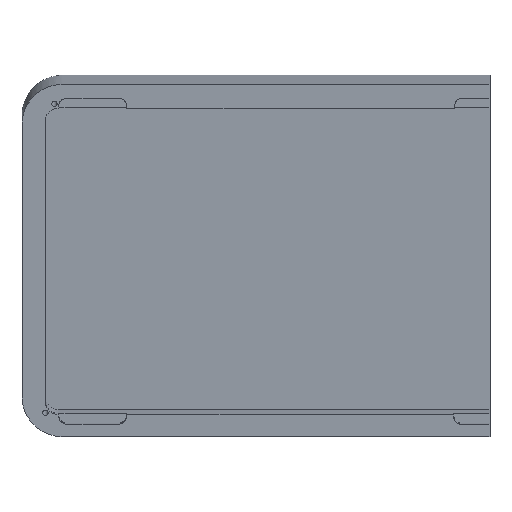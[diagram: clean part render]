
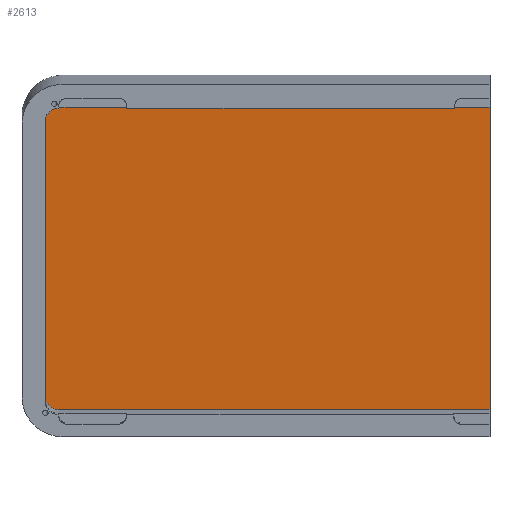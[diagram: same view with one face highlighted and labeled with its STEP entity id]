
A CAD part, top view. The second image highlights one B-rep face of the part: STEP entity #2613.
In plain terms, the highlighted planar face has unit normal (0, -0.122, 0.993).
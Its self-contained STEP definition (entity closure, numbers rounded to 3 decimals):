
#39=CIRCLE('',#2759,5.);
#42=CIRCLE('',#2763,5.);
#117=FACE_OUTER_BOUND('',#250,.T.);
#250=EDGE_LOOP('',(#1977,#1978,#1979,#1980,#1981,#1982,#1983,#1984,#1985));
#516=LINE('',#3859,#871);
#518=LINE('',#3864,#873);
#525=LINE('',#3879,#880);
#528=LINE('',#3894,#883);
#529=LINE('',#3895,#884);
#530=LINE('',#3897,#885);
#531=LINE('',#3898,#886);
#871=VECTOR('',#3132,10.);
#873=VECTOR('',#3136,10.);
#880=VECTOR('',#3149,10.);
#883=VECTOR('',#3166,10.);
#884=VECTOR('',#3167,10.);
#885=VECTOR('',#3168,10.);
#886=VECTOR('',#3169,10.);
#1175=VERTEX_POINT('',#3852);
#1177=VERTEX_POINT('',#3857);
#1179=VERTEX_POINT('',#3862);
#1182=VERTEX_POINT('',#3873);
#1184=VERTEX_POINT('',#3877);
#1185=VERTEX_POINT('',#3881);
#1188=VERTEX_POINT('',#3889);
#1189=VERTEX_POINT('',#3893);
#1190=VERTEX_POINT('',#3896);
#1478=EDGE_CURVE('',#1177,#1175,#516,.T.);
#1480=EDGE_CURVE('',#1179,#1177,#518,.T.);
#1487=EDGE_CURVE('',#1184,#1182,#525,.T.);
#1488=EDGE_CURVE('',#1184,#1185,#39,.T.);
#1492=EDGE_CURVE('',#1188,#1182,#42,.T.);
#1494=EDGE_CURVE('',#1175,#1189,#528,.T.);
#1495=EDGE_CURVE('',#1188,#1179,#529,.T.);
#1496=EDGE_CURVE('',#1190,#1185,#530,.T.);
#1497=EDGE_CURVE('',#1189,#1190,#531,.T.);
#1977=ORIENTED_EDGE('',*,*,#1494,.F.);
#1978=ORIENTED_EDGE('',*,*,#1478,.F.);
#1979=ORIENTED_EDGE('',*,*,#1480,.F.);
#1980=ORIENTED_EDGE('',*,*,#1495,.F.);
#1981=ORIENTED_EDGE('',*,*,#1492,.T.);
#1982=ORIENTED_EDGE('',*,*,#1487,.F.);
#1983=ORIENTED_EDGE('',*,*,#1488,.T.);
#1984=ORIENTED_EDGE('',*,*,#1496,.F.);
#1985=ORIENTED_EDGE('',*,*,#1497,.F.);
#2492=PLANE('',#2764);
#2613=ADVANCED_FACE('',(#117),#2492,.F.);
#2759=AXIS2_PLACEMENT_3D('',#3882,#3152,#3153);
#2763=AXIS2_PLACEMENT_3D('',#3890,#3161,#3162);
#2764=AXIS2_PLACEMENT_3D('',#3892,#3164,#3165);
#3132=DIRECTION('',(1.,0.,0.));
#3136=DIRECTION('',(0.,-0.993,-0.122));
#3149=DIRECTION('',(0.,0.993,0.122));
#3152=DIRECTION('center_axis',(0.,-0.122,
0.993));
#3153=DIRECTION('ref_axis',(-0.722,-0.686,-0.084));
#3161=DIRECTION('center_axis',(0.,-0.122,
0.993));
#3162=DIRECTION('ref_axis',(-0.722,0.686,0.084));
#3164=DIRECTION('center_axis',(0.,0.122,
-0.993));
#3165=DIRECTION('ref_axis',(-1.,0.,0.));
#3166=DIRECTION('',(0.,-0.993,-0.122));
#3167=DIRECTION('',(0.999,0.043,0.005));
#3168=DIRECTION('',(-0.999,0.043,0.005));
#3169=DIRECTION('',(-1.,0.,0.));
#3852=CARTESIAN_POINT('',(0.,48.205,70.783));
#3857=CARTESIAN_POINT('',(-160.526,48.205,70.783));
#3859=CARTESIAN_POINT('',(163.324,48.205,70.783));
#3862=CARTESIAN_POINT('',(-160.526,48.23,70.786));
#3864=CARTESIAN_POINT('',(-160.526,47.932,70.749));
#3873=CARTESIAN_POINT('',(-165.633,43.258,70.175));
#3877=CARTESIAN_POINT('',(-165.633,-60.907,57.386));
#3879=CARTESIAN_POINT('',(-165.633,42.969,70.14));
#3881=CARTESIAN_POINT('',(-160.852,-65.865,56.777));
#3882=CARTESIAN_POINT('Origin',(-160.633,-60.907,57.386));
#3889=CARTESIAN_POINT('',(-160.851,48.216,70.784));
#3890=CARTESIAN_POINT('Origin',(-160.633,43.258,70.175));
#3892=CARTESIAN_POINT('Origin',(1.399,-8.974,63.762));
#3893=CARTESIAN_POINT('',(0.,-65.879,56.775));
#3894=CARTESIAN_POINT('',(0.,-8.434,63.828));
#3895=CARTESIAN_POINT('',(-81.198,51.667,71.208));
#3896=CARTESIAN_POINT('',(-160.526,-65.879,56.775));
#3897=CARTESIAN_POINT('',(-160.962,-65.86,56.777));
#3898=CARTESIAN_POINT('',(-160.526,-65.879,56.775));
